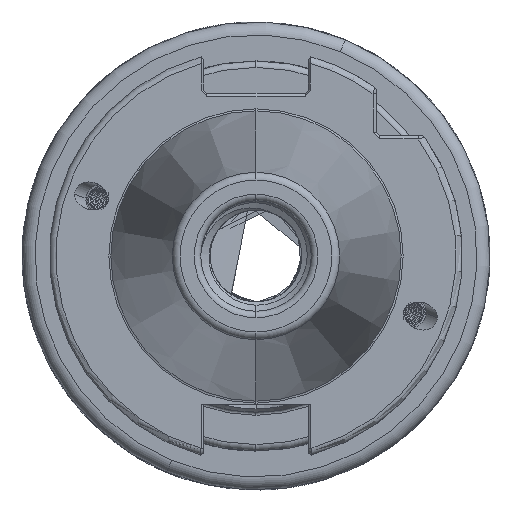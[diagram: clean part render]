
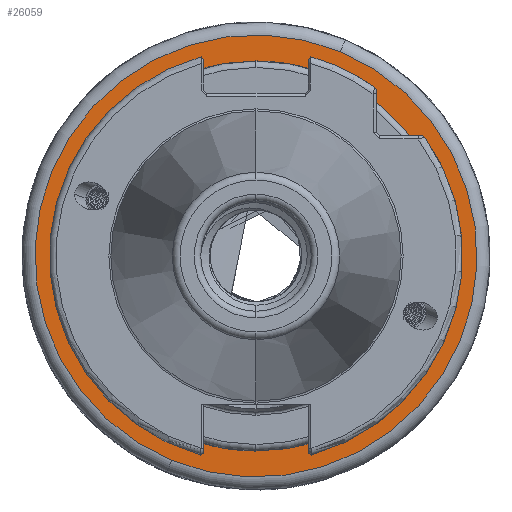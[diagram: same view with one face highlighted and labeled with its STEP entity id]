
A CAD part, left-side view. The second image highlights one B-rep face of the part: STEP entity #26059.
In plain terms, the highlighted face is planar.
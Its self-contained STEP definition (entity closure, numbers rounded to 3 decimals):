
#4628 = EDGE_CURVE ( 'NONE', #28400, #28452, #33074, .T. ) ;
#4637 = EDGE_CURVE ( 'NONE', #28673, #28667, #33120, .T. ) ;
#4799 = AXIS2_PLACEMENT_3D ( 'NONE', #28262, #28286, #28259 ) ;
#4830 = AXIS2_PLACEMENT_3D ( 'NONE', #28256, #28268, #28283 ) ;
#10643 = CIRCLE ( 'NONE', #28814, 34. ) ;
#10688 = CIRCLE ( 'NONE', #18505, 30. ) ;
#10912 = FACE_BOUND ( 'NONE', #28136, .T. ) ;
#10927 = FACE_OUTER_BOUND ( 'NONE', #28195, .T. ) ;
#14310 = ORIENTED_EDGE ( 'NONE', *, *, #22954, .T. ) ;
#14333 = ORIENTED_EDGE ( 'NONE', *, *, #4628, .T. ) ;
#14338 = ORIENTED_EDGE ( 'NONE', *, *, #23190, .T. ) ;
#14341 = ORIENTED_EDGE ( 'NONE', *, *, #4637, .T. ) ;
#17190 = CARTESIAN_POINT ( 'NONE',  ( 0., 0., 0. ) ) ;
#17215 = DIRECTION ( 'NONE',  ( -1., 0., 0. ) ) ;
#17219 = DIRECTION ( 'NONE',  ( 0., -1., 0. ) ) ;
#17821 = CARTESIAN_POINT ( 'NONE',  ( 0., 0., 0. ) ) ;
#17822 = DIRECTION ( 'NONE',  ( 0., -1., 0. ) ) ;
#17830 = DIRECTION ( 'NONE',  ( 1., 0., 0. ) ) ;
#18505 = AXIS2_PLACEMENT_3D ( 'NONE', #17190, #17215, #17219 ) ;
#18588 = AXIS2_PLACEMENT_3D ( 'NONE', #19790, #19791, #19793 ) ;
#19789 = PLANE ( 'NONE',  #18588 ) ;
#19790 = CARTESIAN_POINT ( 'NONE',  ( 0., -20.657, 0. ) ) ;
#19791 = DIRECTION ( 'NONE',  ( -1., 0., 0. ) ) ;
#19793 = DIRECTION ( 'NONE',  ( 0., -1., 0. ) ) ;
#19996 = CARTESIAN_POINT ( 'NONE',  ( 0., -30., 0. ) ) ;
#20080 = CARTESIAN_POINT ( 'NONE',  ( 0., 30., 0. ) ) ;
#20220 = CARTESIAN_POINT ( 'NONE',  ( 0., -34., 0. ) ) ;
#20223 = CARTESIAN_POINT ( 'NONE',  ( 0., 34., 0. ) ) ;
#22954 = EDGE_CURVE ( 'NONE', #28667, #28673, #10643, .T. ) ;
#23190 = EDGE_CURVE ( 'NONE', #28452, #28400, #10688, .T. ) ;
#26059 = ADVANCED_FACE ( 'NONE', ( #10927, #10912 ), #19789, .F. ) ;
#28136 = EDGE_LOOP ( 'NONE', ( #14338, #14333 ) ) ;
#28195 = EDGE_LOOP ( 'NONE', ( #14341, #14310 ) ) ;
#28256 = CARTESIAN_POINT ( 'NONE',  ( 0., 0., 0. ) ) ;
#28259 = DIRECTION ( 'NONE',  ( 0., -1., 0. ) ) ;
#28262 = CARTESIAN_POINT ( 'NONE',  ( 0., 0., 0. ) ) ;
#28268 = DIRECTION ( 'NONE',  ( 1., 0., 0. ) ) ;
#28283 = DIRECTION ( 'NONE',  ( 0., -1., 0. ) ) ;
#28286 = DIRECTION ( 'NONE',  ( -1., 0., 0. ) ) ;
#28400 = VERTEX_POINT ( 'NONE', #19996 ) ;
#28452 = VERTEX_POINT ( 'NONE', #20080 ) ;
#28667 = VERTEX_POINT ( 'NONE', #20223 ) ;
#28673 = VERTEX_POINT ( 'NONE', #20220 ) ;
#28814 = AXIS2_PLACEMENT_3D ( 'NONE', #17821, #17830, #17822 ) ;
#33074 = CIRCLE ( 'NONE', #4799, 30. ) ;
#33120 = CIRCLE ( 'NONE', #4830, 34. ) ;
